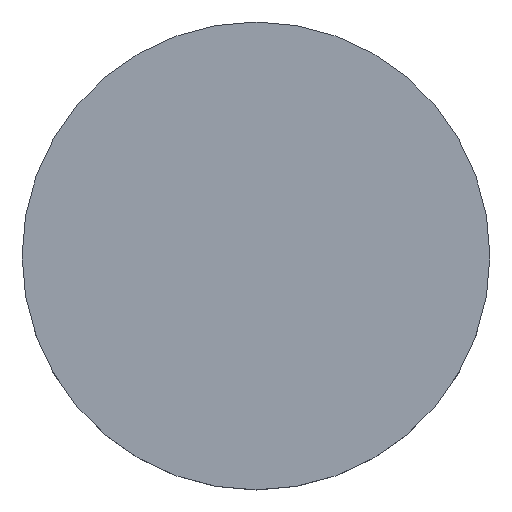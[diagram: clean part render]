
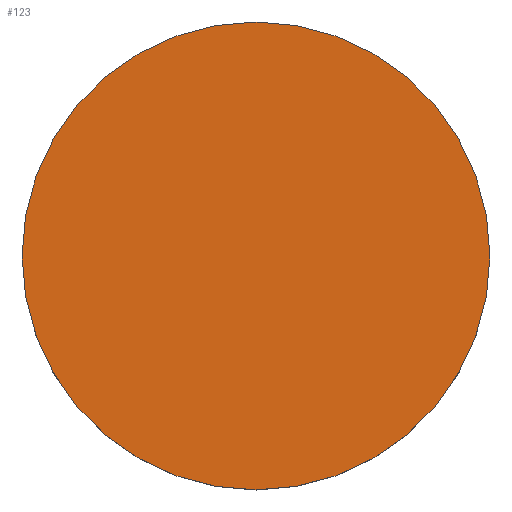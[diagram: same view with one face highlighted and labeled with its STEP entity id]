
A CAD part, top view. The second image highlights one B-rep face of the part: STEP entity #123.
In plain terms, the highlighted planar face has unit normal (0, 0, 1).
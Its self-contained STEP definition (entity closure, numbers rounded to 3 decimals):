
#9 = CARTESIAN_POINT ( 'NONE',  ( 0., 0., 2.7 ) ) ;
#27 = ORIENTED_EDGE ( 'NONE', *, *, #158, .F. ) ;
#31 = EDGE_LOOP ( 'NONE', ( #80, #27 ) ) ;
#40 = VERTEX_POINT ( 'NONE', #112 ) ;
#44 = DIRECTION ( 'NONE',  ( 0., 0., -1. ) ) ;
#45 = DIRECTION ( 'NONE',  ( 1., 0., 0. ) ) ;
#68 = PLANE ( 'NONE',  #228 ) ;
#79 = CARTESIAN_POINT ( 'NONE',  ( -12.7, 0., 2.7 ) ) ;
#80 = ORIENTED_EDGE ( 'NONE', *, *, #99, .F. ) ;
#93 = DIRECTION ( 'NONE',  ( 1., 0., 0. ) ) ;
#99 = EDGE_CURVE ( 'NONE', #40, #217, #157, .T. ) ;
#100 = CARTESIAN_POINT ( 'NONE',  ( 0., 0., 2.7 ) ) ;
#105 = AXIS2_PLACEMENT_3D ( 'NONE', #100, #154, #93 ) ;
#112 = CARTESIAN_POINT ( 'NONE',  ( 12.7, 0., 2.7 ) ) ;
#123 = ADVANCED_FACE ( 'NONE', ( #221 ), #68, .T. ) ;
#137 = CARTESIAN_POINT ( 'NONE',  ( 0., 26.112, 2.7 ) ) ;
#138 = DIRECTION ( 'NONE',  ( 1., 0., 0. ) ) ;
#154 = DIRECTION ( 'NONE',  ( 0., 0., -1. ) ) ;
#157 = CIRCLE ( 'NONE', #105, 12.7 ) ;
#158 = EDGE_CURVE ( 'NONE', #217, #40, #181, .T. ) ;
#181 = CIRCLE ( 'NONE', #209, 12.7 ) ;
#208 = DIRECTION ( 'NONE',  ( 0., 0., 1. ) ) ;
#209 = AXIS2_PLACEMENT_3D ( 'NONE', #9, #44, #45 ) ;
#217 = VERTEX_POINT ( 'NONE', #79 ) ;
#221 = FACE_OUTER_BOUND ( 'NONE', #31, .T. ) ;
#228 = AXIS2_PLACEMENT_3D ( 'NONE', #137, #208, #138 ) ;
